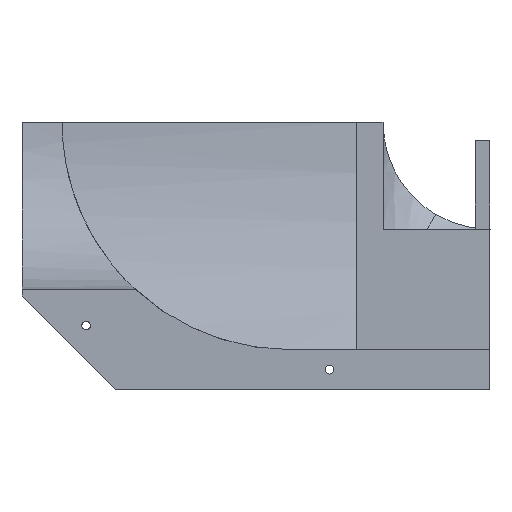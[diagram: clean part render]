
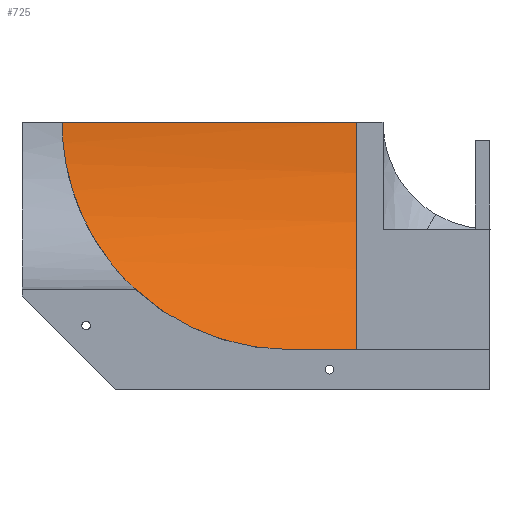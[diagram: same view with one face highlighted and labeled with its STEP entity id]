
A CAD part, front view. The second image highlights one B-rep face of the part: STEP entity #725.
In plain terms, the highlighted cylindrical face has radius 117.794 mm (diameter 235.587 mm), a partial arc.
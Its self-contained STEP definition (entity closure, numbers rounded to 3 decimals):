
#39=B_SPLINE_CURVE_WITH_KNOTS('',3,(#1391,#1392,#1393,#1394,#1395,#1396,
#1397,#1398,#1399,#1400,#1401,#1402,#1403,#1404,#1405,#1406,#1407,#1408),
 .UNSPECIFIED.,.F.,.F.,(4,2,2,2,2,2,2,2,4),(-26.945,-25.247,
-23.549,-21.85,-20.152,-18.482,
-16.812,-15.142,-13.473),.UNSPECIFIED.);
#101=FACE_OUTER_BOUND('',#149,.T.);
#149=EDGE_LOOP('',(#665,#666,#667,#668));
#162=LINE('',#1034,#229);
#213=LINE('',#1359,#280);
#229=VECTOR('',#840,10.);
#280=VECTOR('',#967,10.);
#302=CIRCLE('',#792,117.794);
#320=VERTEX_POINT('',#1031);
#321=VERTEX_POINT('',#1033);
#363=VERTEX_POINT('',#1258);
#369=VERTEX_POINT('',#1358);
#387=EDGE_CURVE('',#321,#320,#162,.T.);
#450=EDGE_CURVE('',#321,#363,#302,.T.);
#463=EDGE_CURVE('',#369,#363,#213,.T.);
#471=EDGE_CURVE('',#369,#320,#39,.T.);
#665=ORIENTED_EDGE('',*,*,#387,.T.);
#666=ORIENTED_EDGE('',*,*,#471,.F.);
#667=ORIENTED_EDGE('',*,*,#463,.T.);
#668=ORIENTED_EDGE('',*,*,#450,.F.);
#685=CYLINDRICAL_SURFACE('',#805,117.794);
#725=ADVANCED_FACE('',(#101),#685,.F.);
#792=AXIS2_PLACEMENT_3D('',#1259,#945,#946);
#805=AXIS2_PLACEMENT_3D('',#1390,#986,#987);
#840=DIRECTION('',(-1.,0.,0.));
#945=DIRECTION('center_axis',(-1.,0.,0.));
#946=DIRECTION('ref_axis',(0.,-0.692,0.722));
#967=DIRECTION('',(1.,0.,0.));
#986=DIRECTION('center_axis',(-1.,0.,0.));
#987=DIRECTION('ref_axis',(0.,0.692,-0.722));
#1031=CARTESIAN_POINT('',(-160.,46.244,-0.006));
#1033=CARTESIAN_POINT('',(-50.,46.244,-0.006));
#1034=CARTESIAN_POINT('',(-75.,46.244,-0.006));
#1258=CARTESIAN_POINT('',(-50.,10.,-85.));
#1259=CARTESIAN_POINT('Origin',(-50.,-71.55,0.));
#1358=CARTESIAN_POINT('',(-75.,10.,-85.));
#1359=CARTESIAN_POINT('',(-75.,10.,-85.));
#1390=CARTESIAN_POINT('Origin',(-75.,-71.55,0.));
#1391=CARTESIAN_POINT('Ctrl Pts',(-75.,10.,-85.));
#1392=CARTESIAN_POINT('Ctrl Pts',(-80.661,10.,-85.));
#1393=CARTESIAN_POINT('Ctrl Pts',(-86.371,10.608,-84.428));
#1394=CARTESIAN_POINT('Ctrl Pts',(-97.522,12.876,-82.159));
#1395=CARTESIAN_POINT('Ctrl Pts',(-102.964,14.528,-80.464));
#1396=CARTESIAN_POINT('Ctrl Pts',(-113.298,18.418,-76.09));
#1397=CARTESIAN_POINT('Ctrl Pts',(-118.201,20.653,-73.407));
#1398=CARTESIAN_POINT('Ctrl Pts',(-127.258,25.228,-67.261));
#1399=CARTESIAN_POINT('Ctrl Pts',(-131.413,27.566,-63.796));
#1400=CARTESIAN_POINT('Ctrl Pts',(-138.733,31.909,-56.475));
#1401=CARTESIAN_POINT('Ctrl Pts',(-142.186,34.086,-52.355));
#1402=CARTESIAN_POINT('Ctrl Pts',(-148.351,38.11,-43.298));
#1403=CARTESIAN_POINT('Ctrl Pts',(-151.063,39.956,-38.359));
#1404=CARTESIAN_POINT('Ctrl Pts',(-155.478,43.012,-27.936));
#1405=CARTESIAN_POINT('Ctrl Pts',(-157.183,44.225,-22.44));
#1406=CARTESIAN_POINT('Ctrl Pts',(-159.444,45.841,-11.257));
#1407=CARTESIAN_POINT('Ctrl Pts',(-160.,46.244,-5.57));
#1408=CARTESIAN_POINT('Ctrl Pts',(-160.,46.244,-0.006));
